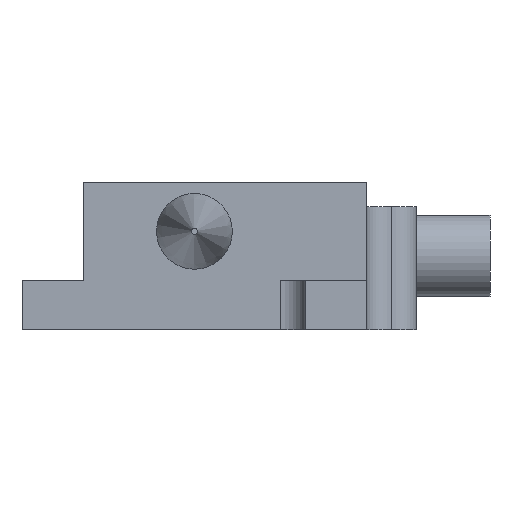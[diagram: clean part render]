
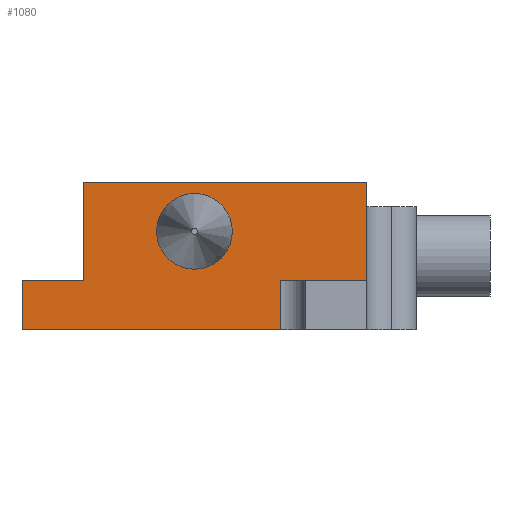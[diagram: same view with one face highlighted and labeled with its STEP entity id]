
A CAD part, left-side view. The second image highlights one B-rep face of the part: STEP entity #1080.
In plain terms, the highlighted planar face has unit normal (-1, 0, 0).
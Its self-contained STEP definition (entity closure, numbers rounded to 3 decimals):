
#25 = EDGE_CURVE ( 'NONE', #541, #395, #479, .T. ) ;
#28 = ORIENTED_EDGE ( 'NONE', *, *, #1002, .F. ) ;
#40 = LINE ( 'NONE', #1040, #1210 ) ;
#49 = CARTESIAN_POINT ( 'NONE',  ( -17.5, -11.5, 12. ) ) ;
#92 = PLANE ( 'NONE',  #117 ) ;
#116 = CARTESIAN_POINT ( 'NONE',  ( -17.5, 16.5, 4. ) ) ;
#117 = AXIS2_PLACEMENT_3D ( 'NONE', #910, #1203, #205 ) ;
#185 = CARTESIAN_POINT ( 'NONE',  ( -17.5, 11.5, 12. ) ) ;
#200 = CARTESIAN_POINT ( 'NONE',  ( -17.5, -4.5, 0. ) ) ;
#205 = DIRECTION ( 'NONE',  ( 0., 0., -1. ) ) ;
#277 = VERTEX_POINT ( 'NONE', #782 ) ;
#303 = DIRECTION ( 'NONE',  ( 0., 0., -1. ) ) ;
#309 = LINE ( 'NONE', #1105, #793 ) ;
#312 = CARTESIAN_POINT ( 'NONE',  ( -17.5, -11.5, 0. ) ) ;
#337 = CARTESIAN_POINT ( 'NONE',  ( -17.5, 11.5, 12. ) ) ;
#391 = DIRECTION ( 'NONE',  ( 0., 0., -1. ) ) ;
#395 = VERTEX_POINT ( 'NONE', #116 ) ;
#396 = LINE ( 'NONE', #581, #747 ) ;
#451 = ORIENTED_EDGE ( 'NONE', *, *, #617, .F. ) ;
#476 = EDGE_LOOP ( 'NONE', ( #1265, #1275, #633, #451, #28, #1073, #1083, #1169 ) ) ;
#479 = LINE ( 'NONE', #500, #568 ) ;
#500 = CARTESIAN_POINT ( 'NONE',  ( -17.5, 16.5, 4. ) ) ;
#510 = FACE_OUTER_BOUND ( 'NONE', #476, .T. ) ;
#536 = VECTOR ( 'NONE', #923, 1000. ) ;
#541 = VERTEX_POINT ( 'NONE', #1285 ) ;
#568 = VECTOR ( 'NONE', #689, 1000. ) ;
#570 = CARTESIAN_POINT ( 'NONE',  ( -17.5, -11.5, 12. ) ) ;
#575 = AXIS2_PLACEMENT_3D ( 'NONE', #695, #1099, #391 ) ;
#581 = CARTESIAN_POINT ( 'NONE',  ( -17.5, 16.5, 4. ) ) ;
#617 = EDGE_CURVE ( 'NONE', #775, #277, #1290, .T. ) ;
#627 = EDGE_CURVE ( 'NONE', #786, #541, #1173, .T. ) ;
#633 = ORIENTED_EDGE ( 'NONE', *, *, #1114, .T. ) ;
#664 = DIRECTION ( 'NONE',  ( 0., -1., 0. ) ) ;
#684 = ORIENTED_EDGE ( 'NONE', *, *, #810, .T. ) ;
#689 = DIRECTION ( 'NONE',  ( 0., 1., 0. ) ) ;
#695 = CARTESIAN_POINT ( 'NONE',  ( -17.5, 2.5, 8. ) ) ;
#710 = EDGE_CURVE ( 'NONE', #744, #1125, #1025, .T. ) ;
#738 = DIRECTION ( 'NONE',  ( 0., 0., 1. ) ) ;
#744 = VERTEX_POINT ( 'NONE', #1135 ) ;
#745 = VECTOR ( 'NONE', #872, 1000. ) ;
#747 = VECTOR ( 'NONE', #303, 1000. ) ;
#769 = CARTESIAN_POINT ( 'NONE',  ( -17.5, -11.5, 12. ) ) ;
#775 = VERTEX_POINT ( 'NONE', #49 ) ;
#781 = CARTESIAN_POINT ( 'NONE',  ( -17.5, -4.5, 4. ) ) ;
#782 = CARTESIAN_POINT ( 'NONE',  ( -17.5, -11.5, 4. ) ) ;
#786 = VERTEX_POINT ( 'NONE', #337 ) ;
#793 = VECTOR ( 'NONE', #1112, 1000. ) ;
#810 = EDGE_CURVE ( 'NONE', #1049, #1049, #1298, .T. ) ;
#827 = EDGE_CURVE ( 'NONE', #1125, #863, #40, .T. ) ;
#848 = EDGE_LOOP ( 'NONE', ( #684 ) ) ;
#863 = VERTEX_POINT ( 'NONE', #781 ) ;
#872 = DIRECTION ( 'NONE',  ( 0., 0., -1. ) ) ;
#910 = CARTESIAN_POINT ( 'NONE',  ( -17.5, -11.5, 12. ) ) ;
#917 = FACE_BOUND ( 'NONE', #848, .T. ) ;
#923 = DIRECTION ( 'NONE',  ( 0., -1., 0. ) ) ;
#990 = DIRECTION ( 'NONE',  ( 0., 0., -1. ) ) ;
#1002 = EDGE_CURVE ( 'NONE', #786, #775, #1162, .T. ) ;
#1025 = LINE ( 'NONE', #312, #536 ) ;
#1040 = CARTESIAN_POINT ( 'NONE',  ( -17.5, -4.5, 12. ) ) ;
#1049 = VERTEX_POINT ( 'NONE', #1268 ) ;
#1058 = VECTOR ( 'NONE', #990, 1000. ) ;
#1072 = EDGE_CURVE ( 'NONE', #395, #744, #396, .T. ) ;
#1073 = ORIENTED_EDGE ( 'NONE', *, *, #627, .T. ) ;
#1080 = ADVANCED_FACE ( 'NONE', ( #917, #510 ), #92, .F. ) ;
#1083 = ORIENTED_EDGE ( 'NONE', *, *, #25, .T. ) ;
#1099 = DIRECTION ( 'NONE',  ( 1., 0., 0. ) ) ;
#1105 = CARTESIAN_POINT ( 'NONE',  ( -17.5, -6.5, 4. ) ) ;
#1112 = DIRECTION ( 'NONE',  ( 0., -1., 0. ) ) ;
#1114 = EDGE_CURVE ( 'NONE', #863, #277, #309, .T. ) ;
#1125 = VERTEX_POINT ( 'NONE', #200 ) ;
#1135 = CARTESIAN_POINT ( 'NONE',  ( -17.5, 16.5, 0. ) ) ;
#1162 = LINE ( 'NONE', #769, #1252 ) ;
#1169 = ORIENTED_EDGE ( 'NONE', *, *, #1072, .T. ) ;
#1173 = LINE ( 'NONE', #185, #1058 ) ;
#1203 = DIRECTION ( 'NONE',  ( 1., 0., 0. ) ) ;
#1210 = VECTOR ( 'NONE', #738, 1000. ) ;
#1252 = VECTOR ( 'NONE', #664, 1000. ) ;
#1265 = ORIENTED_EDGE ( 'NONE', *, *, #710, .T. ) ;
#1268 = CARTESIAN_POINT ( 'NONE',  ( -17.5, 2.5, 4.925 ) ) ;
#1275 = ORIENTED_EDGE ( 'NONE', *, *, #827, .T. ) ;
#1285 = CARTESIAN_POINT ( 'NONE',  ( -17.5, 11.5, 4. ) ) ;
#1290 = LINE ( 'NONE', #570, #745 ) ;
#1298 = CIRCLE ( 'NONE', #575, 3.075 ) ;
